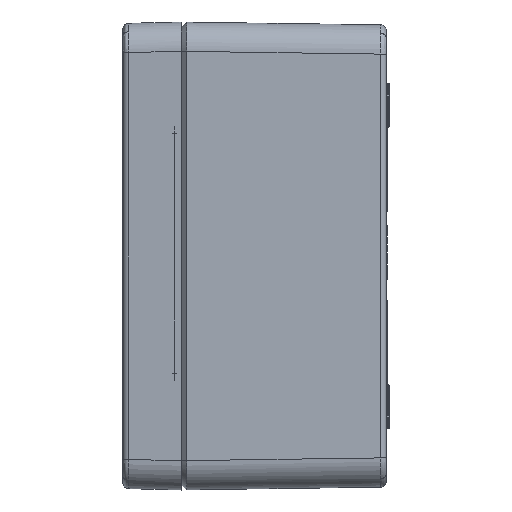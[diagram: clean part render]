
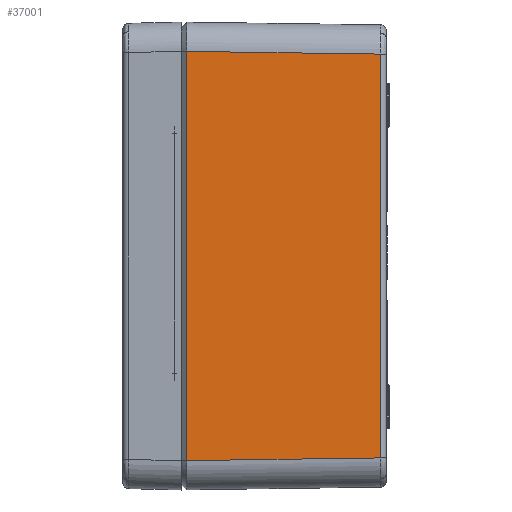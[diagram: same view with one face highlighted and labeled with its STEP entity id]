
A CAD part, left-side view. The second image highlights one B-rep face of the part: STEP entity #37001.
In plain terms, the highlighted planar face has unit normal (-1, -0.014, 0).
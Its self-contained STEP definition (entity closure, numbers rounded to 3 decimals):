
#4389=PLANE('',#40083);
#5372=FACE_OUTER_BOUND('',#8163,.T.);
#8163=EDGE_LOOP('',(#27549,#27550,#27551,#27552));
#10951=LINE('',#79309,#12999);
#10955=LINE('',#79465,#13003);
#10962=LINE('',#79522,#13010);
#10966=LINE('',#79530,#13014);
#12999=VECTOR('',#46152,1000.);
#13003=VECTOR('',#46172,1000.);
#13010=VECTOR('',#46185,1000.);
#13014=VECTOR('',#46197,1000.);
#16266=VERTEX_POINT('',#72721);
#16843=VERTEX_POINT('',#79308);
#16847=VERTEX_POINT('',#79464);
#16854=VERTEX_POINT('',#79511);
#20631=EDGE_CURVE('',#16843,#16266,#10951,.T.);
#20647=EDGE_CURVE('',#16847,#16843,#10955,.T.);
#20658=EDGE_CURVE('',#16266,#16854,#10962,.T.);
#20662=EDGE_CURVE('',#16854,#16847,#10966,.T.);
#27549=ORIENTED_EDGE('',*,*,#20658,.T.);
#27550=ORIENTED_EDGE('',*,*,#20662,.T.);
#27551=ORIENTED_EDGE('',*,*,#20647,.T.);
#27552=ORIENTED_EDGE('',*,*,#20631,.T.);
#37001=ADVANCED_FACE('',(#5372),#4389,.T.);
#40083=AXIS2_PLACEMENT_3D('',#79529,#46195,#46196);
#46152=DIRECTION('',(0.,0.,1.));
#46172=DIRECTION('',(0.014,-1.,0.014));
#46185=DIRECTION('',(-0.014,1.,0.014));
#46195=DIRECTION('center_axis',(-1.,-0.014,
0.));
#46196=DIRECTION('ref_axis',(0.014,-1.,0.));
#46197=DIRECTION('',(0.,0.,-1.));
#72721=CARTESIAN_POINT('',(-129.028,-68.028,69.029));
#79308=CARTESIAN_POINT('',(-129.028,-68.028,-69.029));
#79309=CARTESIAN_POINT('',(-129.028,-68.028,69.002));
#79464=CARTESIAN_POINT('',(-129.947,-1.79,-69.948));
#79465=CARTESIAN_POINT('',(-130.002,2.139,-70.003));
#79511=CARTESIAN_POINT('',(-129.947,-1.79,69.948));
#79522=CARTESIAN_POINT('',(-129.971,-0.081,69.972));
#79529=CARTESIAN_POINT('Origin',(-130.,2.,-80.));
#79530=CARTESIAN_POINT('',(-129.947,-1.79,-69.973));
